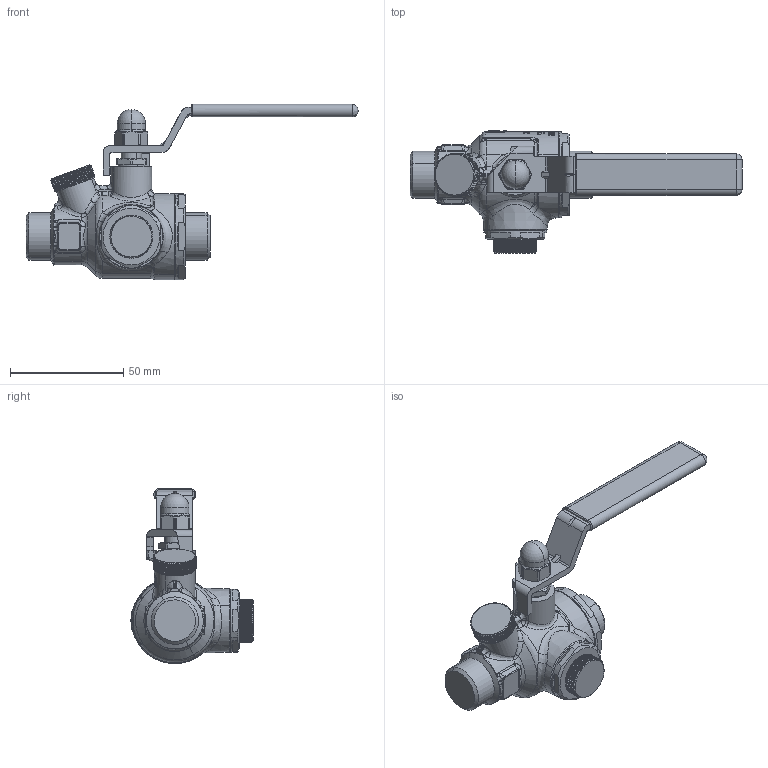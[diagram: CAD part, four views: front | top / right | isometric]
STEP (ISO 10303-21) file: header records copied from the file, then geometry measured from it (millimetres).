
FILE_DESCRIPTION(('CATIA V5 STEP Exchange'),'2;1');
FILE_NAME('STEP_324140_-_TST.stp','2017-10-17T14:50:24+00:00',('none'),('none'),'CATIA Version 5-6 Release 2016 SP4','CATIA V5 STEP AP203','none');
FILE_SCHEMA(('CONFIG_CONTROL_DESIGN'));
Products named in the file (1): 324140_sw0001
Bounding box: 146.5 x 53.85 x 77.35 mm (x, y, z)
Surface area: 23629.6 mm2 (no closed solid volume)
Topology: 0 solids, 37 shells, 1084 faces, 3332 edges, 2167 vertices
Faces by surface type: plane 408, cylinder 289, bspline 279, cone 54, torus 30, sphere 24
Entity records: 55559 total; most frequent: CARTESIAN_POINT 30844, ORIENTED_EDGE 5902, DIRECTION 3538, EDGE_CURVE 3292, VERTEX_POINT 2167, AXIS2_PLACEMENT_3D 1588, VECTOR 1145, LINE 1145
